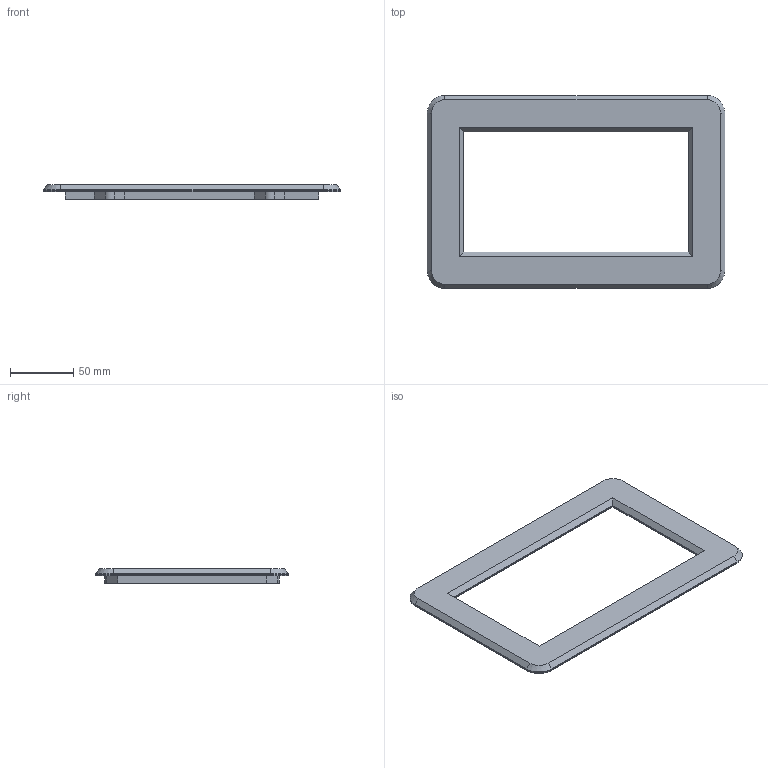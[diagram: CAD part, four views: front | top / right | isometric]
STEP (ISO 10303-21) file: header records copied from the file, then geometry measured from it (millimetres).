
FILE_DESCRIPTION(/* description */ (''),/* implementation_level */ '2;1');
FILE_NAME(/* name */ 'P-TET-000004-1_RPi_display_frame.step',/* time_stamp */ '2020-08-31T13:25:17-04:00',/* author */ (''),/* organization */ (''),/* preprocessor_version */ 'ST-DEVELOPER v18.1',/* originating_system */ 'Autodesk Translation Framework v9.3.0.1241',/* authorisation */ '');
FILE_SCHEMA (('AUTOMOTIVE_DESIGN { 1 0 10303 214 3 1 1 }'));
Length unit declared in the file: millimetre
Products named in the file (1): P-TET-000004-1
Bounding box: 234.27 x 152.02 x 11.45 mm (x, y, z)
Volume: 101956.9 mm3; surface area: 51521.8 mm2
Topology: 1 solids, 1 shells, 435 faces, 1170 edges, 772 vertices
Faces by surface type: bspline 248, plane 151, cylinder 20, cone 12, sphere 4
Full cylindrical faces by diameter (mm): 5.74 x4
Entity records: 15872 total; most frequent: CARTESIAN_POINT 6594, ORIENTED_EDGE 2340, EDGE_CURVE 1170, DIRECTION 1106, VERTEX_POINT 772, LINE 618, VECTOR 618, B_SPLINE_CURVE_WITH_KNOTS 496
